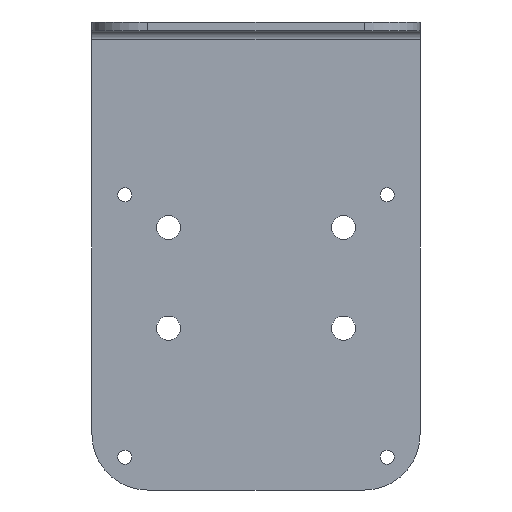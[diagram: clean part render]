
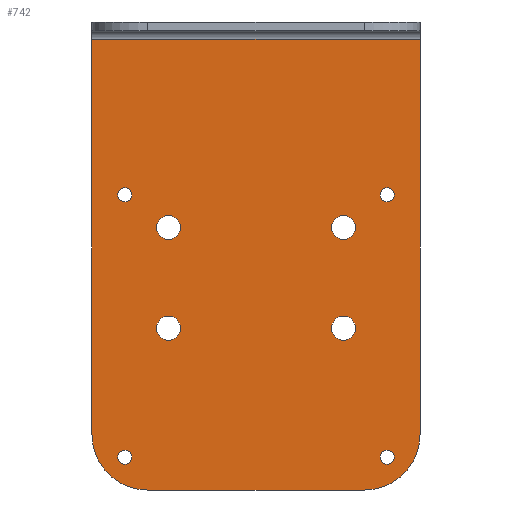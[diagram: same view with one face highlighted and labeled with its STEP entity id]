
A CAD part, front view. The second image highlights one B-rep face of the part: STEP entity #742.
In plain terms, the highlighted planar face has unit normal (0, -1, 0).
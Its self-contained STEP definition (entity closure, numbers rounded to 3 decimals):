
#103=CARTESIAN_POINT('',(-30.,-2.,7.5));
#104=DIRECTION('',(0.,1.,0.));
#105=DIRECTION('',(-1.,0.,0.));
#106=AXIS2_PLACEMENT_3D('',#103,#104,#105);
#108=CARTESIAN_POINT('',(-30.,-2.,7.5));
#109=DIRECTION('',(0.,1.,0.));
#110=DIRECTION('',(1.,0.,0.));
#111=AXIS2_PLACEMENT_3D('',#108,#109,#110);
#113=CARTESIAN_POINT('',(30.,-2.,7.5));
#114=DIRECTION('',(0.,1.,0.));
#115=DIRECTION('',(-1.,0.,0.));
#116=AXIS2_PLACEMENT_3D('',#113,#114,#115);
#118=CARTESIAN_POINT('',(30.,-2.,7.5));
#119=DIRECTION('',(0.,1.,0.));
#120=DIRECTION('',(1.,0.,0.));
#121=AXIS2_PLACEMENT_3D('',#118,#119,#120);
#123=CARTESIAN_POINT('',(30.,-2.,67.5));
#124=DIRECTION('',(0.,1.,0.));
#125=DIRECTION('',(-1.,0.,0.));
#126=AXIS2_PLACEMENT_3D('',#123,#124,#125);
#128=CARTESIAN_POINT('',(30.,-2.,67.5));
#129=DIRECTION('',(0.,1.,0.));
#130=DIRECTION('',(1.,0.,0.));
#131=AXIS2_PLACEMENT_3D('',#128,#129,#130);
#133=CARTESIAN_POINT('',(-30.,-2.,67.5));
#134=DIRECTION('',(0.,1.,0.));
#135=DIRECTION('',(-1.,0.,0.));
#136=AXIS2_PLACEMENT_3D('',#133,#134,#135);
#138=CARTESIAN_POINT('',(-30.,-2.,67.5));
#139=DIRECTION('',(0.,1.,0.));
#140=DIRECTION('',(1.,0.,0.));
#141=AXIS2_PLACEMENT_3D('',#138,#139,#140);
#143=CARTESIAN_POINT('',(20.,-2.,60.));
#144=DIRECTION('',(0.,1.,0.));
#145=DIRECTION('',(-1.,0.,0.));
#146=AXIS2_PLACEMENT_3D('',#143,#144,#145);
#148=CARTESIAN_POINT('',(20.,-2.,60.));
#149=DIRECTION('',(0.,1.,0.));
#150=DIRECTION('',(1.,0.,0.));
#151=AXIS2_PLACEMENT_3D('',#148,#149,#150);
#153=CARTESIAN_POINT('',(-20.,-2.,60.));
#154=DIRECTION('',(0.,1.,0.));
#155=DIRECTION('',(-1.,0.,0.));
#156=AXIS2_PLACEMENT_3D('',#153,#154,#155);
#158=CARTESIAN_POINT('',(-20.,-2.,60.));
#159=DIRECTION('',(0.,1.,0.));
#160=DIRECTION('',(1.,0.,0.));
#161=AXIS2_PLACEMENT_3D('',#158,#159,#160);
#163=CARTESIAN_POINT('',(20.,-2.,37.));
#164=DIRECTION('',(0.,1.,0.));
#165=DIRECTION('',(-1.,0.,0.));
#166=AXIS2_PLACEMENT_3D('',#163,#164,#165);
#168=CARTESIAN_POINT('',(20.,-2.,37.));
#169=DIRECTION('',(0.,1.,0.));
#170=DIRECTION('',(1.,0.,0.));
#171=AXIS2_PLACEMENT_3D('',#168,#169,#170);
#173=CARTESIAN_POINT('',(-20.,-2.,37.));
#174=DIRECTION('',(0.,1.,0.));
#175=DIRECTION('',(-1.,0.,0.));
#176=AXIS2_PLACEMENT_3D('',#173,#174,#175);
#178=CARTESIAN_POINT('',(-20.,-2.,37.));
#179=DIRECTION('',(0.,1.,0.));
#180=DIRECTION('',(1.,0.,0.));
#181=AXIS2_PLACEMENT_3D('',#178,#179,#180);
#183=CARTESIAN_POINT('',(24.8,-2.,12.7));
#184=DIRECTION('',(0.,-1.,0.));
#185=DIRECTION('',(0.,0.,-1.));
#186=AXIS2_PLACEMENT_3D('',#183,#184,#185);
#188=CARTESIAN_POINT('',(-24.8,-2.,12.7));
#189=DIRECTION('',(0.,-1.,0.));
#190=DIRECTION('',(-1.,0.,0.));
#191=AXIS2_PLACEMENT_3D('',#188,#189,#190);
#193=DIRECTION('',(0.,0.,1.));
#194=VECTOR('',#193,90.3);
#195=CARTESIAN_POINT('',(37.5,-2.,12.7));
#196=LINE('',#195,#194);
#265=DIRECTION('',(-1.,0.,0.));
#266=VECTOR('',#265,49.6);
#267=CARTESIAN_POINT('',(24.8,-2.,0.));
#268=LINE('',#267,#266);
#281=DIRECTION('',(0.,0.,1.));
#282=VECTOR('',#281,90.3);
#283=CARTESIAN_POINT('',(-37.5,-2.,12.7));
#284=LINE('',#283,#282);
#321=DIRECTION('',(-1.,0.,0.));
#322=VECTOR('',#321,75.);
#323=CARTESIAN_POINT('',(37.5,-2.,103.));
#324=LINE('',#323,#322);
#461=CARTESIAN_POINT('',(37.5,-2.,103.));
#463=VERTEX_POINT('',#461);
#465=CARTESIAN_POINT('',(-37.5,-2.,103.));
#467=VERTEX_POINT('',#465);
#485=CARTESIAN_POINT('',(-31.625,-2.,67.5));
#486=CARTESIAN_POINT('',(-28.375,-2.,67.5));
#487=VERTEX_POINT('',#485);
#488=VERTEX_POINT('',#486);
#489=CARTESIAN_POINT('',(28.375,-2.,67.5));
#490=CARTESIAN_POINT('',(31.625,-2.,67.5));
#491=VERTEX_POINT('',#489);
#492=VERTEX_POINT('',#490);
#493=CARTESIAN_POINT('',(28.375,-2.,7.5));
#494=CARTESIAN_POINT('',(31.625,-2.,7.5));
#495=VERTEX_POINT('',#493);
#496=VERTEX_POINT('',#494);
#497=CARTESIAN_POINT('',(-31.625,-2.,7.5));
#498=CARTESIAN_POINT('',(-28.375,-2.,7.5));
#499=VERTEX_POINT('',#497);
#500=VERTEX_POINT('',#498);
#509=CARTESIAN_POINT('',(-22.75,-2.,60.));
#510=CARTESIAN_POINT('',(-17.25,-2.,60.));
#511=VERTEX_POINT('',#509);
#512=VERTEX_POINT('',#510);
#513=CARTESIAN_POINT('',(17.25,-2.,60.));
#514=CARTESIAN_POINT('',(22.75,-2.,60.));
#515=VERTEX_POINT('',#513);
#516=VERTEX_POINT('',#514);
#525=CARTESIAN_POINT('',(-22.75,-2.,37.));
#526=CARTESIAN_POINT('',(-17.25,-2.,37.));
#527=VERTEX_POINT('',#525);
#528=VERTEX_POINT('',#526);
#529=CARTESIAN_POINT('',(17.25,-2.,37.));
#530=CARTESIAN_POINT('',(22.75,-2.,37.));
#531=VERTEX_POINT('',#529);
#532=VERTEX_POINT('',#530);
#537=CARTESIAN_POINT('',(24.8,-2.,0.));
#538=VERTEX_POINT('',#537);
#539=CARTESIAN_POINT('',(37.5,-2.,12.7));
#540=VERTEX_POINT('',#539);
#545=CARTESIAN_POINT('',(-37.5,-2.,12.7));
#546=VERTEX_POINT('',#545);
#547=CARTESIAN_POINT('',(-24.8,-2.,0.));
#548=VERTEX_POINT('',#547);
#677=CARTESIAN_POINT('',(37.5,-2.,0.));
#678=DIRECTION('',(0.,1.,0.));
#679=DIRECTION('',(-1.,0.,0.));
#680=AXIS2_PLACEMENT_3D('',#677,#678,#679);
#681=PLANE('',#680);
#683=ORIENTED_EDGE('',*,*,#682,.F.);
#685=ORIENTED_EDGE('',*,*,#684,.T.);
#687=ORIENTED_EDGE('',*,*,#686,.F.);
#689=ORIENTED_EDGE('',*,*,#688,.T.);
#691=ORIENTED_EDGE('',*,*,#690,.F.);
#693=ORIENTED_EDGE('',*,*,#692,.F.);
#694=EDGE_LOOP('',(#683,#685,#687,#689,#691,#693));
#695=FACE_OUTER_BOUND('',#694,.F.);
#697=ORIENTED_EDGE('',*,*,#696,.F.);
#699=ORIENTED_EDGE('',*,*,#698,.F.);
#700=EDGE_LOOP('',(#697,#699));
#701=FACE_BOUND('',#700,.F.);
#703=ORIENTED_EDGE('',*,*,#702,.F.);
#705=ORIENTED_EDGE('',*,*,#704,.F.);
#706=EDGE_LOOP('',(#703,#705));
#707=FACE_BOUND('',#706,.F.);
#708=ORIENTED_EDGE('',*,*,#657,.F.);
#709=ORIENTED_EDGE('',*,*,#671,.F.);
#710=EDGE_LOOP('',(#708,#709));
#711=FACE_BOUND('',#710,.F.);
#713=ORIENTED_EDGE('',*,*,#712,.F.);
#715=ORIENTED_EDGE('',*,*,#714,.F.);
#716=EDGE_LOOP('',(#713,#715));
#717=FACE_BOUND('',#716,.F.);
#719=ORIENTED_EDGE('',*,*,#718,.F.);
#721=ORIENTED_EDGE('',*,*,#720,.F.);
#722=EDGE_LOOP('',(#719,#721));
#723=FACE_BOUND('',#722,.F.);
#725=ORIENTED_EDGE('',*,*,#724,.F.);
#727=ORIENTED_EDGE('',*,*,#726,.F.);
#728=EDGE_LOOP('',(#725,#727));
#729=FACE_BOUND('',#728,.F.);
#731=ORIENTED_EDGE('',*,*,#730,.F.);
#733=ORIENTED_EDGE('',*,*,#732,.F.);
#734=EDGE_LOOP('',(#731,#733));
#735=FACE_BOUND('',#734,.F.);
#737=ORIENTED_EDGE('',*,*,#736,.F.);
#739=ORIENTED_EDGE('',*,*,#738,.F.);
#740=EDGE_LOOP('',(#737,#739));
#741=FACE_BOUND('',#740,.F.);
#742=ADVANCED_FACE('',(#695,#701,#707,#711,#717,#723,#729,#735,#741),#681,.F.);
#107=CIRCLE('',#106,1.625);
#112=CIRCLE('',#111,1.625);
#117=CIRCLE('',#116,1.625);
#122=CIRCLE('',#121,1.625);
#127=CIRCLE('',#126,1.625);
#132=CIRCLE('',#131,1.625);
#137=CIRCLE('',#136,1.625);
#142=CIRCLE('',#141,1.625);
#147=CIRCLE('',#146,2.75);
#152=CIRCLE('',#151,2.75);
#157=CIRCLE('',#156,2.75);
#162=CIRCLE('',#161,2.75);
#167=CIRCLE('',#166,2.75);
#172=CIRCLE('',#171,2.75);
#177=CIRCLE('',#176,2.75);
#182=CIRCLE('',#181,2.75);
#187=CIRCLE('',#186,12.7);
#192=CIRCLE('',#191,12.7);
#657=EDGE_CURVE('',#487,#488,#137,.T.);
#671=EDGE_CURVE('',#488,#487,#142,.T.);
#682=EDGE_CURVE('',#538,#540,#187,.T.);
#684=EDGE_CURVE('',#538,#548,#268,.T.);
#686=EDGE_CURVE('',#546,#548,#192,.T.);
#688=EDGE_CURVE('',#546,#467,#284,.T.);
#690=EDGE_CURVE('',#463,#467,#324,.T.);
#692=EDGE_CURVE('',#540,#463,#196,.T.);
#696=EDGE_CURVE('',#495,#496,#117,.T.);
#698=EDGE_CURVE('',#496,#495,#122,.T.);
#702=EDGE_CURVE('',#491,#492,#127,.T.);
#704=EDGE_CURVE('',#492,#491,#132,.T.);
#712=EDGE_CURVE('',#515,#516,#147,.T.);
#714=EDGE_CURVE('',#516,#515,#152,.T.);
#718=EDGE_CURVE('',#511,#512,#157,.T.);
#720=EDGE_CURVE('',#512,#511,#162,.T.);
#724=EDGE_CURVE('',#531,#532,#167,.T.);
#726=EDGE_CURVE('',#532,#531,#172,.T.);
#730=EDGE_CURVE('',#527,#528,#177,.T.);
#732=EDGE_CURVE('',#528,#527,#182,.T.);
#736=EDGE_CURVE('',#499,#500,#107,.T.);
#738=EDGE_CURVE('',#500,#499,#112,.T.);
